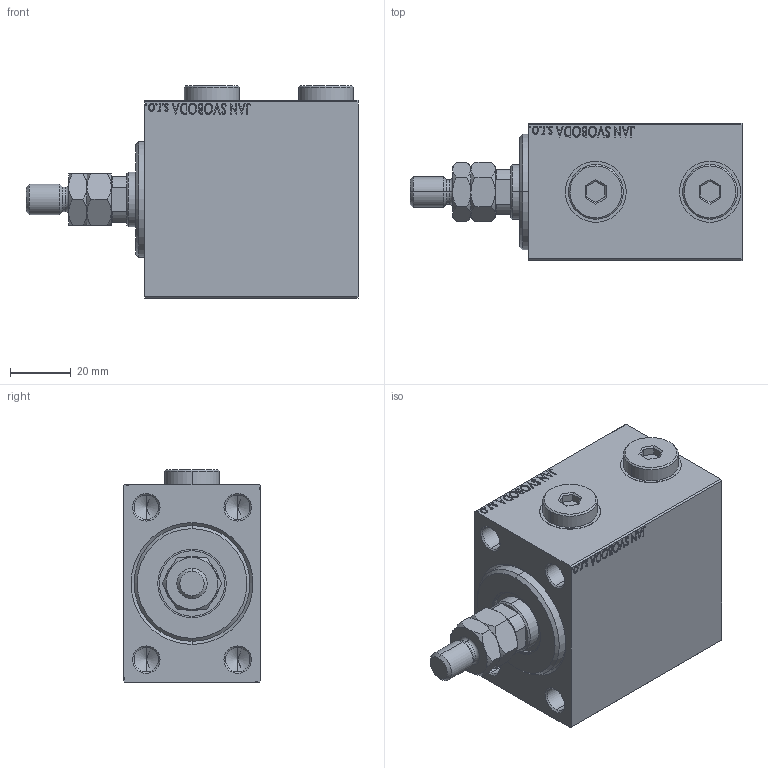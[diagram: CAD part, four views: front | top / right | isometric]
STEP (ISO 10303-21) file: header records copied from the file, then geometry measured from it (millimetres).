
FILE_DESCRIPTION (( 'STEP AP203' ), '1' );
FILE_NAME ('f4f7.STEP', '2024-02-12T01:54:08', ( '' ), ( '' ), 'SwSTEP 2.0', 'SolidWorks 2019', '' );
FILE_SCHEMA (( 'CONFIG_CONTROL_DESIGN' ));
Length unit declared in the file: millimetre
Products named in the file (6): V450CM_VC_B 1336da2e7e66dc7d0d2ce1c1142cafbf; V450CM_B_Body 1336da2e7e66dc7d0d2ce1c1142cafbf; MTA 1336da2e7e66dc7d0d2ce1c1142cafbf; V450CM_B_VCP 1336da2e7e66dc7d0d2ce1c1142cafbf; Zatka_OIL_PORT 1336da2e7e66dc7d0d2ce1c1142cafbf; f4f7
Assembly tree (6 placements, depth 2):
  f4f7
    V450CM_B_Body 1336da2e7e66dc7d0d2ce1c1142cafbf
    V450CM_B_VCP 1336da2e7e66dc7d0d2ce1c1142cafbf
    V450CM_VC_B 1336da2e7e66dc7d0d2ce1c1142cafbf
    MTA 1336da2e7e66dc7d0d2ce1c1142cafbf
    Zatka_OIL_PORT 1336da2e7e66dc7d0d2ce1c1142cafbf  x2
Bounding box: 109 x 45 x 69.9 mm (x, y, z)
Volume: 196831.4 mm3; surface area: 45646.6 mm2
Topology: 6 solids, 6 shells, 984 faces, 2474 edges, 1603 vertices
Faces by surface type: plane 450, bspline 380, cone 78, cylinder 74, torus 2
Entity records: 47176 total; most frequent: CARTESIAN_POINT 26005, ORIENTED_EDGE 4832, DIRECTION 2974, EDGE_CURVE 2416, VERTEX_POINT 1579, LINE 1398, VECTOR 1398, EDGE_LOOP 1093
